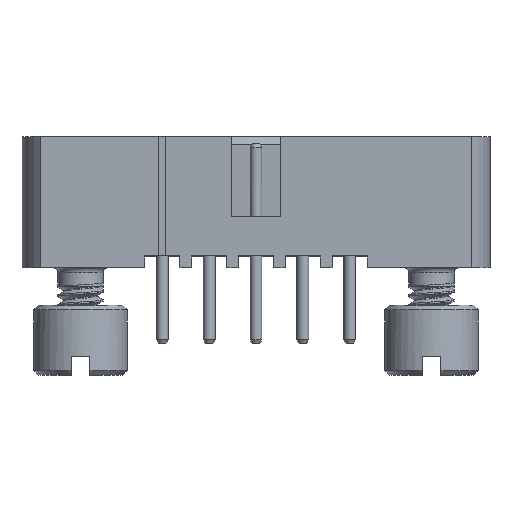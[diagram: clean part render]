
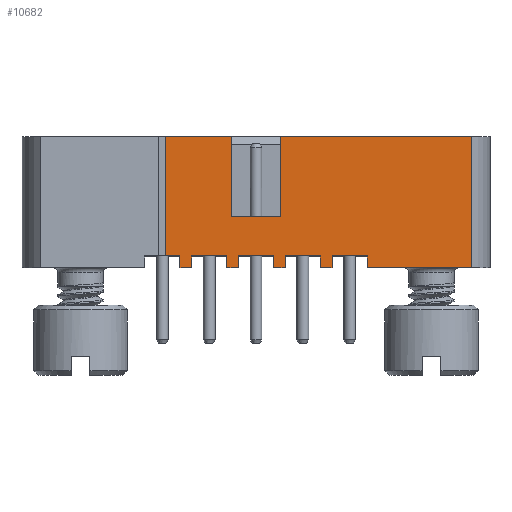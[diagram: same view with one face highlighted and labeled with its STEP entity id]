
A CAD part, top view. The second image highlights one B-rep face of the part: STEP entity #10682.
In plain terms, the highlighted planar face has unit normal (0, 0, 1).
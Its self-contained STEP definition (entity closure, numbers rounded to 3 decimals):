
#1678=EDGE_CURVE('',#4944,#4945,#4946,.T.);
#1694=EDGE_CURVE('',#4969,#4966,#4970,.T.);
#1822=EDGE_CURVE('',#5143,#5146,#5147,.T.);
#1912=EDGE_CURVE('',#5146,#5266,#5267,.T.);
#1970=EDGE_CURVE('',#5344,#5345,#5346,.T.);
#1972=EDGE_CURVE('',#5348,#5344,#5349,.T.);
#1974=EDGE_CURVE('',#5351,#5348,#5352,.T.);
#1976=EDGE_CURVE('',#5354,#5351,#5355,.T.);
#1978=EDGE_CURVE('',#5357,#5354,#5358,.T.);
#1980=EDGE_CURVE('',#5360,#5357,#5361,.T.);
#1982=EDGE_CURVE('',#5363,#5360,#5364,.T.);
#1984=EDGE_CURVE('',#5366,#5363,#5367,.T.);
#1986=EDGE_CURVE('',#5369,#5366,#5370,.T.);
#1988=EDGE_CURVE('',#5372,#5369,#5373,.T.);
#1990=EDGE_CURVE('',#5375,#5372,#5376,.T.);
#1992=EDGE_CURVE('',#5378,#5375,#5379,.T.);
#1994=EDGE_CURVE('',#5381,#5378,#5382,.T.);
#1996=EDGE_CURVE('',#5384,#5381,#5385,.T.);
#1998=EDGE_CURVE('',#5387,#5384,#5388,.T.);
#2000=EDGE_CURVE('',#5390,#5387,#5391,.T.);
#2002=EDGE_CURVE('',#5266,#5390,#5393,.T.);
#2004=EDGE_CURVE('',#4969,#5143,#5395,.T.);
#2006=EDGE_CURVE('',#4966,#5397,#5398,.T.);
#2008=EDGE_CURVE('',#5397,#5400,#5401,.T.);
#2010=EDGE_CURVE('',#4944,#5400,#5403,.T.);
#2012=EDGE_CURVE('',#4945,#5345,#5405,.T.);
#4944=VERTEX_POINT('',#9261);
#4945=VERTEX_POINT('',#9262);
#4946=LINE('',#9263,#9264);
#4966=VERTEX_POINT('',#9297);
#4969=VERTEX_POINT('',#9302);
#4970=LINE('',#9303,#9304);
#5143=VERTEX_POINT('',#9581);
#5146=VERTEX_POINT('',#9586);
#5147=LINE('',#9587,#9588);
#5266=VERTEX_POINT('',#9781);
#5267=LINE('',#9782,#9783);
#5344=VERTEX_POINT('',#9917);
#5345=VERTEX_POINT('',#9918);
#5346=LINE('',#9919,#9920);
#5348=VERTEX_POINT('',#9923);
#5349=LINE('',#9924,#9925);
#5351=VERTEX_POINT('',#9928);
#5352=LINE('',#9929,#9930);
#5354=VERTEX_POINT('',#9933);
#5355=LINE('',#9934,#9935);
#5357=VERTEX_POINT('',#9938);
#5358=LINE('',#9939,#9940);
#5360=VERTEX_POINT('',#9943);
#5361=LINE('',#9944,#9945);
#5363=VERTEX_POINT('',#9948);
#5364=LINE('',#9949,#9950);
#5366=VERTEX_POINT('',#9953);
#5367=LINE('',#9954,#9955);
#5369=VERTEX_POINT('',#9958);
#5370=LINE('',#9959,#9960);
#5372=VERTEX_POINT('',#9963);
#5373=LINE('',#9964,#9965);
#5375=VERTEX_POINT('',#9968);
#5376=LINE('',#9969,#9970);
#5378=VERTEX_POINT('',#9973);
#5379=LINE('',#9974,#9975);
#5381=VERTEX_POINT('',#9978);
#5382=LINE('',#9979,#9980);
#5384=VERTEX_POINT('',#9983);
#5385=LINE('',#9984,#9985);
#5387=VERTEX_POINT('',#9988);
#5388=LINE('',#9989,#9990);
#5390=VERTEX_POINT('',#9993);
#5391=LINE('',#9994,#9995);
#5393=LINE('',#9998,#9999);
#5395=LINE('',#10002,#10003);
#5397=VERTEX_POINT('',#10006);
#5398=LINE('',#10007,#10008);
#5400=VERTEX_POINT('',#10011);
#5401=LINE('',#10012,#10013);
#5403=LINE('',#10016,#10017);
#5405=LINE('',#10020,#10021);
#9261=CARTESIAN_POINT('',(-1.05,3.4,2.775));
#9262=CARTESIAN_POINT('',(-3.85,3.4,2.775));
#9263=CARTESIAN_POINT('',(-1.05,3.4,2.775));
#9264=VECTOR('',#24186,2.8);
#9297=CARTESIAN_POINT('',(1.05,3.4,2.775));
#9302=CARTESIAN_POINT('',(9.2,3.4,2.775));
#9303=CARTESIAN_POINT('',(9.2,3.4,2.775));
#9304=VECTOR('',#24194,8.15);
#9581=CARTESIAN_POINT('',(9.2,-2.2,2.775));
#9586=CARTESIAN_POINT('',(4.75,-2.2,2.775));
#9587=CARTESIAN_POINT('',(9.2,-2.2,2.775));
#9588=VECTOR('',#24300,4.45);
#9781=CARTESIAN_POINT('',(4.75,-1.7,2.775));
#9782=CARTESIAN_POINT('',(4.75,-2.2,2.775));
#9783=VECTOR('',#24375,0.5);
#9917=CARTESIAN_POINT('',(-3.25,-1.7,2.775));
#9918=CARTESIAN_POINT('',(-3.85,-1.7,2.775));
#9919=CARTESIAN_POINT('',(-3.25,-1.7,2.775));
#9920=VECTOR('',#24404,0.6);
#9923=CARTESIAN_POINT('',(-3.25,-2.2,2.775));
#9924=CARTESIAN_POINT('',(-3.25,-2.2,2.775));
#9925=VECTOR('',#24405,0.5);
#9928=CARTESIAN_POINT('',(-2.75,-2.2,2.775));
#9929=CARTESIAN_POINT('',(-2.75,-2.2,2.775));
#9930=VECTOR('',#24406,0.5);
#9933=CARTESIAN_POINT('',(-2.75,-1.7,2.775));
#9934=CARTESIAN_POINT('',(-2.75,-1.7,2.775));
#9935=VECTOR('',#24407,0.5);
#9938=CARTESIAN_POINT('',(-1.25,-1.7,2.775));
#9939=CARTESIAN_POINT('',(-1.25,-1.7,2.775));
#9940=VECTOR('',#24408,1.5);
#9943=CARTESIAN_POINT('',(-1.25,-2.2,2.775));
#9944=CARTESIAN_POINT('',(-1.25,-2.2,2.775));
#9945=VECTOR('',#24409,0.5);
#9948=CARTESIAN_POINT('',(-0.75,-2.2,2.775));
#9949=CARTESIAN_POINT('',(-0.75,-2.2,2.775));
#9950=VECTOR('',#24410,0.5);
#9953=CARTESIAN_POINT('',(-0.75,-1.7,2.775));
#9954=CARTESIAN_POINT('',(-0.75,-1.7,2.775));
#9955=VECTOR('',#24411,0.5);
#9958=CARTESIAN_POINT('',(0.75,-1.7,2.775));
#9959=CARTESIAN_POINT('',(0.75,-1.7,2.775));
#9960=VECTOR('',#24412,1.5);
#9963=CARTESIAN_POINT('',(0.75,-2.2,2.775));
#9964=CARTESIAN_POINT('',(0.75,-2.2,2.775));
#9965=VECTOR('',#24413,0.5);
#9968=CARTESIAN_POINT('',(1.25,-2.2,2.775));
#9969=CARTESIAN_POINT('',(1.25,-2.2,2.775));
#9970=VECTOR('',#24414,0.5);
#9973=CARTESIAN_POINT('',(1.25,-1.7,2.775));
#9974=CARTESIAN_POINT('',(1.25,-1.7,2.775));
#9975=VECTOR('',#24415,0.5);
#9978=CARTESIAN_POINT('',(2.75,-1.7,2.775));
#9979=CARTESIAN_POINT('',(2.75,-1.7,2.775));
#9980=VECTOR('',#24416,1.5);
#9983=CARTESIAN_POINT('',(2.75,-2.2,2.775));
#9984=CARTESIAN_POINT('',(2.75,-2.2,2.775));
#9985=VECTOR('',#24417,0.5);
#9988=CARTESIAN_POINT('',(3.25,-2.2,2.775));
#9989=CARTESIAN_POINT('',(3.25,-2.2,2.775));
#9990=VECTOR('',#24418,0.5);
#9993=CARTESIAN_POINT('',(3.25,-1.7,2.775));
#9994=CARTESIAN_POINT('',(3.25,-1.7,2.775));
#9995=VECTOR('',#24419,0.5);
#9998=CARTESIAN_POINT('',(4.75,-1.7,2.775));
#9999=VECTOR('',#24420,1.5);
#10002=CARTESIAN_POINT('',(9.2,3.4,2.775));
#10003=VECTOR('',#24421,5.6);
#10006=CARTESIAN_POINT('',(1.05,0.0,2.775));
#10007=CARTESIAN_POINT('',(1.05,3.4,2.775));
#10008=VECTOR('',#24422,3.4);
#10011=CARTESIAN_POINT('',(-1.05,0.0,2.775));
#10012=CARTESIAN_POINT('',(1.05,0.0,2.775));
#10013=VECTOR('',#24423,2.1);
#10016=CARTESIAN_POINT('',(-1.05,3.4,2.775));
#10017=VECTOR('',#24424,3.4);
#10020=CARTESIAN_POINT('',(-3.85,3.4,2.775));
#10021=VECTOR('',#24425,5.1);
#10682=ADVANCED_FACE('',(#24786),#24787,.T.);
#24186=DIRECTION('',(-1.0,0.0,0.0));
#24194=DIRECTION('',(-1.0,0.0,0.0));
#24300=DIRECTION('',(-1.0,0.0,0.0));
#24375=DIRECTION('',(0.0,1.0,0.0));
#24404=DIRECTION('',(-1.0,0.0,0.0));
#24405=DIRECTION('',(0.0,1.0,0.0));
#24406=DIRECTION('',(-1.0,0.0,0.0));
#24407=DIRECTION('',(0.0,-1.0,0.0));
#24408=DIRECTION('',(-1.0,0.0,0.0));
#24409=DIRECTION('',(0.0,1.0,0.0));
#24410=DIRECTION('',(-1.0,0.0,0.0));
#24411=DIRECTION('',(0.0,-1.0,0.0));
#24412=DIRECTION('',(-1.0,0.0,0.0));
#24413=DIRECTION('',(0.0,1.0,0.0));
#24414=DIRECTION('',(-1.0,0.0,0.0));
#24415=DIRECTION('',(0.0,-1.0,0.0));
#24416=DIRECTION('',(-1.0,0.0,0.0));
#24417=DIRECTION('',(0.0,1.0,0.0));
#24418=DIRECTION('',(-1.0,0.0,0.0));
#24419=DIRECTION('',(0.0,-1.0,0.0));
#24420=DIRECTION('',(-1.0,0.0,0.0));
#24421=DIRECTION('',(0.0,-1.0,0.0));
#24422=DIRECTION('',(0.0,-1.0,0.0));
#24423=DIRECTION('',(-1.0,0.0,0.0));
#24424=DIRECTION('',(0.0,-1.0,0.0));
#24425=DIRECTION('',(0.0,-1.0,0.0));
#24786=FACE_OUTER_BOUND('',#27921,.T.);
#24787=PLANE('',#27922);
#27921=EDGE_LOOP('',(#36898,#36899,#36900,#36901,#36902,#36903,#36904,#36905,#36906,#36907,#36908,#36909,#36910,#36911,#36912,#36913,#36914,#36915,#36916,#36917,#36918,#36919,#36920,#36921,#36922,#36923));
#27922=AXIS2_PLACEMENT_3D('',#36924,#36925,#36926);
#36898=ORIENTED_EDGE('',*,*,#1970,.F.);
#36899=ORIENTED_EDGE('',*,*,#1972,.F.);
#36900=ORIENTED_EDGE('',*,*,#1974,.F.);
#36901=ORIENTED_EDGE('',*,*,#1976,.F.);
#36902=ORIENTED_EDGE('',*,*,#1978,.F.);
#36903=ORIENTED_EDGE('',*,*,#1980,.F.);
#36904=ORIENTED_EDGE('',*,*,#1982,.F.);
#36905=ORIENTED_EDGE('',*,*,#1984,.F.);
#36906=ORIENTED_EDGE('',*,*,#1986,.F.);
#36907=ORIENTED_EDGE('',*,*,#1988,.F.);
#36908=ORIENTED_EDGE('',*,*,#1990,.F.);
#36909=ORIENTED_EDGE('',*,*,#1992,.F.);
#36910=ORIENTED_EDGE('',*,*,#1994,.F.);
#36911=ORIENTED_EDGE('',*,*,#1996,.F.);
#36912=ORIENTED_EDGE('',*,*,#1998,.F.);
#36913=ORIENTED_EDGE('',*,*,#2000,.F.);
#36914=ORIENTED_EDGE('',*,*,#2002,.F.);
#36915=ORIENTED_EDGE('',*,*,#1912,.F.);
#36916=ORIENTED_EDGE('',*,*,#1822,.F.);
#36917=ORIENTED_EDGE('',*,*,#2004,.F.);
#36918=ORIENTED_EDGE('',*,*,#1694,.T.);
#36919=ORIENTED_EDGE('',*,*,#2006,.T.);
#36920=ORIENTED_EDGE('',*,*,#2008,.T.);
#36921=ORIENTED_EDGE('',*,*,#2010,.F.);
#36922=ORIENTED_EDGE('',*,*,#1678,.T.);
#36923=ORIENTED_EDGE('',*,*,#2012,.T.);
#36924=CARTESIAN_POINT('',(9.2,3.4,2.775));
#36925=DIRECTION('',(0.0,0.0,1.0));
#36926=DIRECTION('',(1.0,0.0,0.0));
